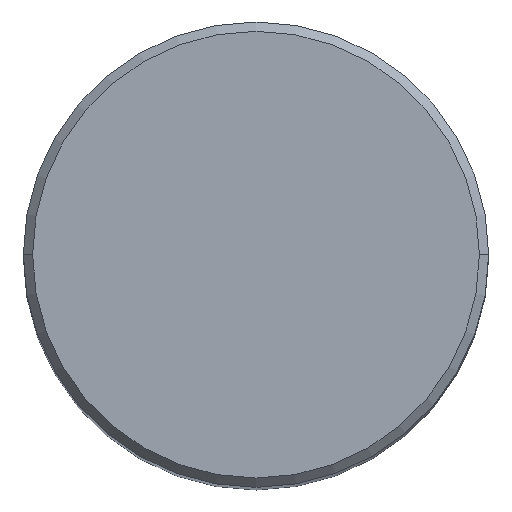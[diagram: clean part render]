
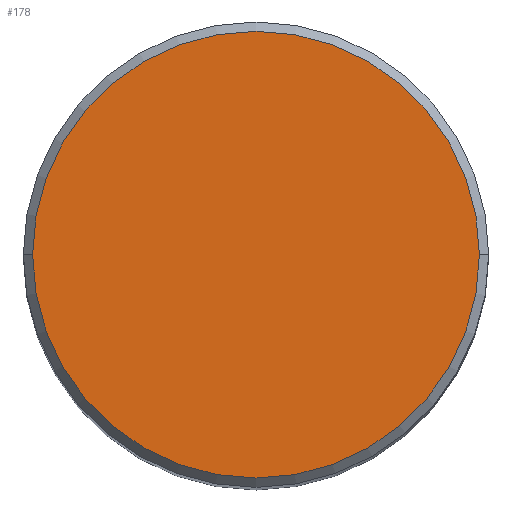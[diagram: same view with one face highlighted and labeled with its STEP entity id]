
A CAD part, top view. The second image highlights one B-rep face of the part: STEP entity #178.
In plain terms, the highlighted planar face has unit normal (0, 0, 1).
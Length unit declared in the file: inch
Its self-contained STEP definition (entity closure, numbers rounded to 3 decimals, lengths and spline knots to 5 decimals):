
#5 = AXIS2_PLACEMENT_3D ( 'NONE', #145, #322, #194 ) ;
#25 = AXIS2_PLACEMENT_3D ( 'NONE', #252, #259, #201 ) ;
#43 = ORIENTED_EDGE ( 'NONE', *, *, #318, .T. ) ;
#49 = PLANE ( 'NONE',  #5 ) ;
#51 = AXIS2_PLACEMENT_3D ( 'NONE', #321, #96, #193 ) ;
#96 = DIRECTION ( 'NONE',  ( 0., 0., 1. ) ) ;
#104 = CIRCLE ( 'NONE', #51, 0.36 ) ;
#111 = EDGE_LOOP ( 'NONE', ( #43, #310 ) ) ;
#145 = CARTESIAN_POINT ( 'NONE',  ( 0., 0., 4. ) ) ;
#173 = CARTESIAN_POINT ( 'NONE',  ( 0.36, 0., 4. ) ) ;
#176 = VERTEX_POINT ( 'NONE', #278 ) ;
#178 = ADVANCED_FACE ( 'NONE', ( #250 ), #49, .T. ) ;
#193 = DIRECTION ( 'NONE',  ( 1., 0., 0. ) ) ;
#194 = DIRECTION ( 'NONE',  ( 1., 0., 0. ) ) ;
#200 = CIRCLE ( 'NONE', #25, 0.36 ) ;
#201 = DIRECTION ( 'NONE',  ( 1., 0., 0. ) ) ;
#211 = EDGE_CURVE ( 'NONE', #286, #176, #104, .T. ) ;
#250 = FACE_OUTER_BOUND ( 'NONE', #111, .T. ) ;
#252 = CARTESIAN_POINT ( 'NONE',  ( 0., 0., 4. ) ) ;
#259 = DIRECTION ( 'NONE',  ( 0., 0., 1. ) ) ;
#278 = CARTESIAN_POINT ( 'NONE',  ( -0.36, 0., 4. ) ) ;
#286 = VERTEX_POINT ( 'NONE', #173 ) ;
#310 = ORIENTED_EDGE ( 'NONE', *, *, #211, .T. ) ;
#318 = EDGE_CURVE ( 'NONE', #176, #286, #200, .T. ) ;
#321 = CARTESIAN_POINT ( 'NONE',  ( 0., 0., 4. ) ) ;
#322 = DIRECTION ( 'NONE',  ( 0., 0., 1. ) ) ;
